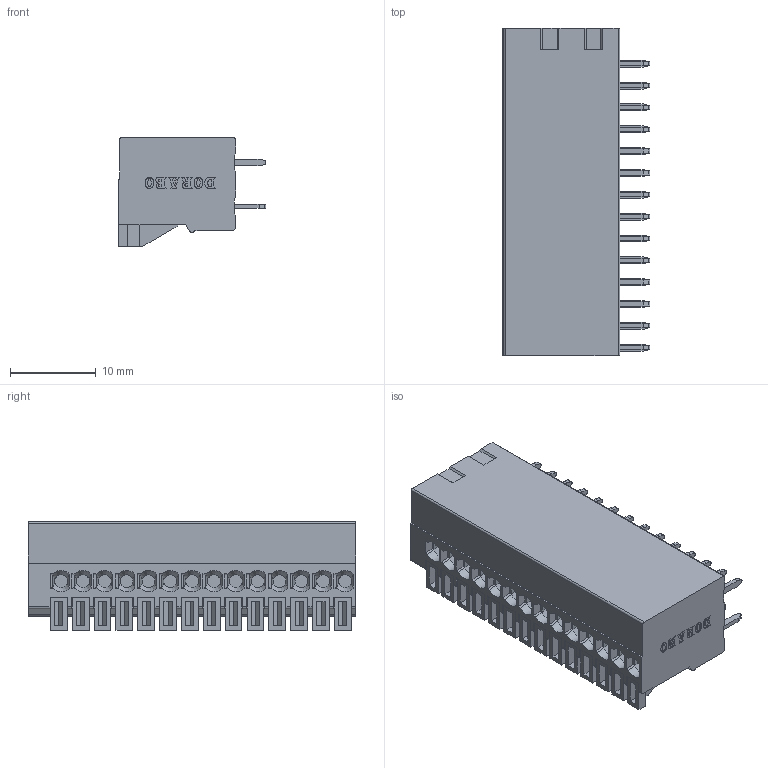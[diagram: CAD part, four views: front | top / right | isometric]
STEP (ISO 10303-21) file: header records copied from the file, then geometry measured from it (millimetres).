
FILE_DESCRIPTION((''),'2;1');
FILE_NAME('DB141V-254-1P','2023-07-11T',('86134'),(''),'PRO/ENGINEER BY PARAMETRIC TECHNOLOGY CORPORATION, 2010280','PRO/ENGINEER BY PARAMETRIC TECHNOLOGY CORPORATION, 2010280','');
FILE_SCHEMA(('CONFIG_CONTROL_DESIGN'));
Products named in the file (1): DB141V-254-1P
Bounding box: 17.2 x 38.1 x 12.6 mm (x, y, z)
Volume: 5211.3 mm3; surface area: 3899.4 mm2
Topology: 1 solids, 79 shells, 2033 faces, 5303 edges, 3498 vertices
Faces by surface type: plane 1551, cylinder 335, extrusion 112, cone 31, bspline 4
Entity records: 64467 total; most frequent: CARTESIAN_POINT 13886, ORIENTED_EDGE 10606, DIRECTION 9821, EDGE_CURVE 5303, VECTOR 4387, LINE 4275, VERTEX_POINT 3498, AXIS2_PLACEMENT_3D 2717
